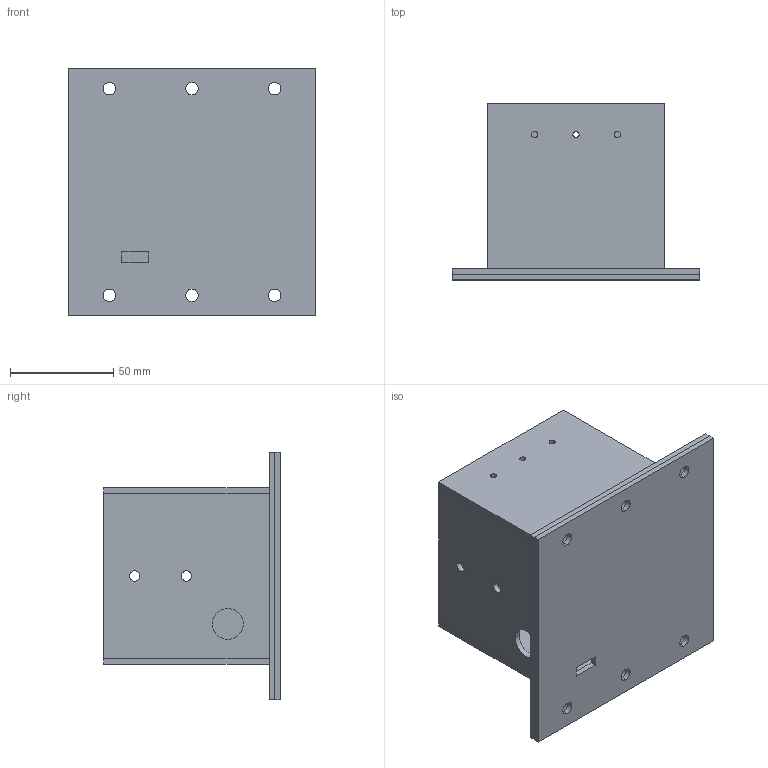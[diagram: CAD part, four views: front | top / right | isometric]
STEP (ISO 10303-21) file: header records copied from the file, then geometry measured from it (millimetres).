
FILE_DESCRIPTION (( 'STEP AP214' ), '1' );
FILE_NAME ('Caja Reactor.STEP', '2018-02-03T05:27:27', ( '' ), ( '' ), 'SwSTEP 2.0', 'SolidWorks 2017', '' );
FILE_SCHEMA (( 'AUTOMOTIVE_DESIGN' ));
Length unit declared in the file: millimetre
Products named in the file (8): Pieza10; Pieza11; Pieza9; Pieza8; Pieza13; Pieza7; Placa Base; Caja Reactor
Assembly tree (7 placements, depth 2):
  Caja Reactor
    Placa Base
    Pieza7
    Pieza13
    Pieza8
    Pieza9
    Pieza11
    Pieza10
Bounding box: 120 x 85.4 x 120 mm (x, y, z)
Volume: 147321.8 mm3; surface area: 118085.1 mm2
Topology: 7 solids, 7 shells, 92 faces, 234 edges, 156 vertices
Faces by surface type: plane 50, cylinder 42
Entity records: 3224 total; most frequent: DIRECTION 522, CARTESIAN_POINT 492, ORIENTED_EDGE 468, EDGE_CURVE 234, AXIS2_PLACEMENT_3D 186, VERTEX_POINT 156, LINE 150, VECTOR 150
